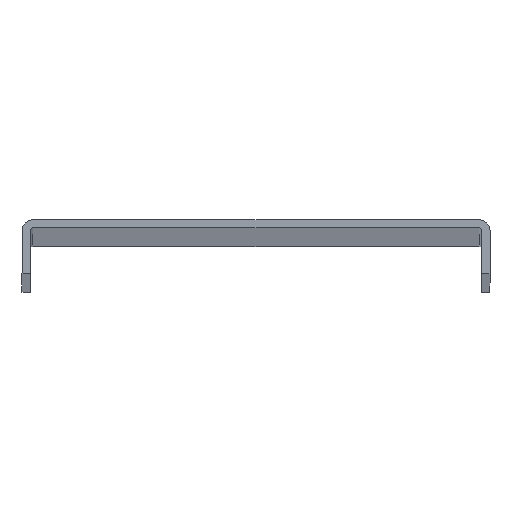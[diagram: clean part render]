
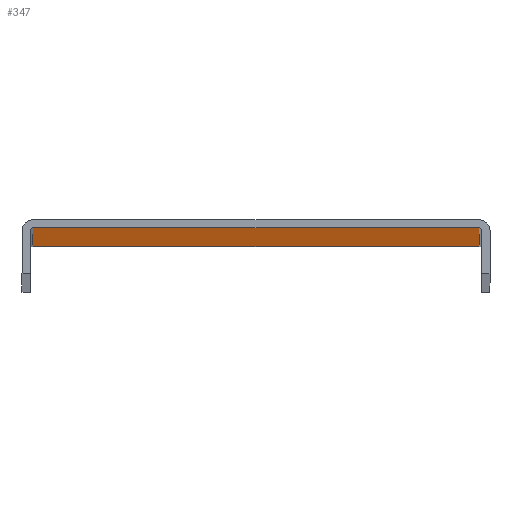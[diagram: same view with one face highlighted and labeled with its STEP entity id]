
A CAD part, top view. The second image highlights one B-rep face of the part: STEP entity #347.
In plain terms, the highlighted planar face has unit normal (0, -1, 0).
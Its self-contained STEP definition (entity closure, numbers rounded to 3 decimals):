
#8 = CARTESIAN_POINT ( 'NONE',  ( -95.869, 102.678, 2000. ) ) ;
#21 = LINE ( 'NONE', #201, #555 ) ;
#32 = ORIENTED_EDGE ( 'NONE', *, *, #508, .F. ) ;
#33 = PLANE ( 'NONE',  #337 ) ;
#88 = EDGE_LOOP ( 'NONE', ( #645, #205, #32, #467 ) ) ;
#117 = CARTESIAN_POINT ( 'NONE',  ( -12.369, 102.678, 0. ) ) ;
#156 = DIRECTION ( 'NONE',  ( 0., 0., 1. ) ) ;
#163 = EDGE_CURVE ( 'NONE', #220, #639, #21, .T. ) ;
#165 = DIRECTION ( 'NONE',  ( 0., 1., 0. ) ) ;
#186 = LINE ( 'NONE', #8, #255 ) ;
#192 = FACE_OUTER_BOUND ( 'NONE', #88, .T. ) ;
#201 = CARTESIAN_POINT ( 'NONE',  ( -95.869, 102.678, 500. ) ) ;
#205 = ORIENTED_EDGE ( 'NONE', *, *, #407, .F. ) ;
#212 = VECTOR ( 'NONE', #622, 1000. ) ;
#216 = CARTESIAN_POINT ( 'NONE',  ( -12.869, 102.678, 500. ) ) ;
#220 = VERTEX_POINT ( 'NONE', #605 ) ;
#244 = LINE ( 'NONE', #216, #212 ) ;
#255 = VECTOR ( 'NONE', #321, 1000. ) ;
#292 = VERTEX_POINT ( 'NONE', #599 ) ;
#312 = VERTEX_POINT ( 'NONE', #350 ) ;
#321 = DIRECTION ( 'NONE',  ( 1., 0., 0. ) ) ;
#337 = AXIS2_PLACEMENT_3D ( 'NONE', #473, #165, #522 ) ;
#347 = ADVANCED_FACE ( 'NONE', ( #192 ), #33, .F. ) ;
#350 = CARTESIAN_POINT ( 'NONE',  ( -12.869, 102.678, 2000. ) ) ;
#407 = EDGE_CURVE ( 'NONE', #312, #292, #244, .T. ) ;
#416 = CARTESIAN_POINT ( 'NONE',  ( -95.869, 102.678, 2000. ) ) ;
#467 = ORIENTED_EDGE ( 'NONE', *, *, #163, .F. ) ;
#473 = CARTESIAN_POINT ( 'NONE',  ( -12.369, 102.678, 500. ) ) ;
#508 = EDGE_CURVE ( 'NONE', #639, #312, #186, .T. ) ;
#522 = DIRECTION ( 'NONE',  ( 0., 0., 1. ) ) ;
#555 = VECTOR ( 'NONE', #156, 1000. ) ;
#590 = DIRECTION ( 'NONE',  ( -1., 0., 0. ) ) ;
#599 = CARTESIAN_POINT ( 'NONE',  ( -12.869, 102.678, 0. ) ) ;
#605 = CARTESIAN_POINT ( 'NONE',  ( -95.869, 102.678, 0. ) ) ;
#622 = DIRECTION ( 'NONE',  ( 0., 0., -1. ) ) ;
#627 = EDGE_CURVE ( 'NONE', #292, #220, #643, .T. ) ;
#632 = VECTOR ( 'NONE', #590, 1000. ) ;
#639 = VERTEX_POINT ( 'NONE', #416 ) ;
#643 = LINE ( 'NONE', #117, #632 ) ;
#645 = ORIENTED_EDGE ( 'NONE', *, *, #627, .F. ) ;
